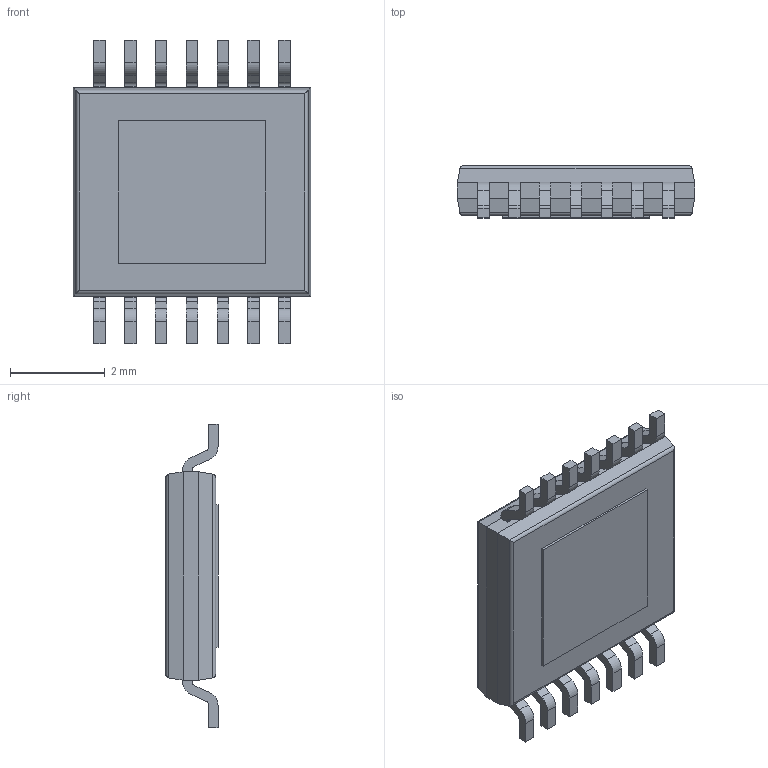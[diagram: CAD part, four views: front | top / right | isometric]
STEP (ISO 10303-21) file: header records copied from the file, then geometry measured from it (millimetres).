
FILE_DESCRIPTION (( 'STEP AP214' ), '1' );
FILE_NAME ( 'SOP15P65_500X640X110L60X24T310X300.STEP', '2021-06-12T15:35:41', ( '' ), ( '' ), '', '©2017 PCB Libraries, Inc.', '' );
FILE_SCHEMA (( 'AUTOMOTIVE_DESIGN' ));
Length unit declared in the file: millimetre
Products named in the file (1): SOP15P65_500X640X110L60X24T310X300
Bounding box: 5 x 1.1 x 6.4 mm (x, y, z)
Volume: 24 mm3; surface area: 97.4 mm2
Topology: 16 solids, 16 shells, 227 faces, 566 edges, 372 vertices
Faces by surface type: plane 161, cylinder 66
Entity records: 7555 total; most frequent: CARTESIAN_POINT 1190, ORIENTED_EDGE 1132, DIRECTION 1130, EDGE_CURVE 566, VECTOR 442, LINE 442, VERTEX_POINT 372, AXIS2_PLACEMENT_3D 344
